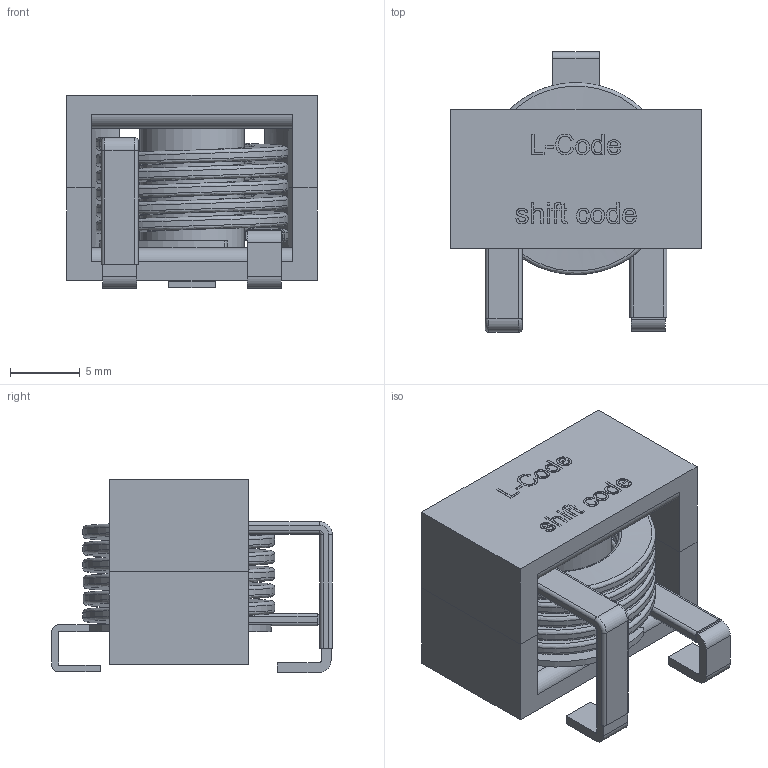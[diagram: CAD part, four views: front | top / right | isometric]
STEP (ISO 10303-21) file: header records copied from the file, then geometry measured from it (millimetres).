
FILE_DESCRIPTION(/* description */ ('Unknown'),/* implementation_level */ '2;1');
FILE_NAME(/* name */ '784364210082',/* time_stamp */ '2025-07-03T11:28:40+02:00',/* author */ ('Unknown'),/* organization */ ('Unknown'),/* preprocessor_version */ 'ST-DEVELOPER v19.4',/* originating_system */ 'Solid Edge',/* authorisation */ 'Unknown');
FILE_SCHEMA (('AUTOMOTIVE_DESIGN {1 0 10303 214 3 1 1}'));
Length unit declared in the file: millimetre
Products named in the file (5): 784364210082; Core_base; Core; Clip; Spule
Assembly tree (4 placements, depth 2):
  784364210082
    Core_base
    Core
    Clip
    Spule
Bounding box: 18 x 20.2 x 13.89 mm (x, y, z)
Volume: 2146.7 mm3; surface area: 3377.3 mm2
Topology: 4 solids, 4 shells, 253 faces, 618 edges, 399 vertices
Faces by surface type: plane 148, cylinder 53, bspline 32, torus 20
Full cylindrical faces by diameter (mm): 7.5 x2
Entity records: 12271 total; most frequent: CARTESIAN_POINT 5117, ORIENTED_EDGE 1218, DIRECTION 1001, EDGE_CURVE 609, VERTEX_POINT 398, AXIS2_PLACEMENT_3D 360, EDGE_LOOP 289, FACE_BOUND 289
